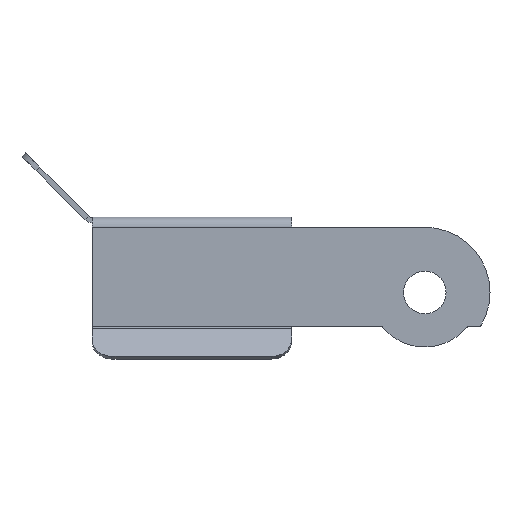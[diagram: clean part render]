
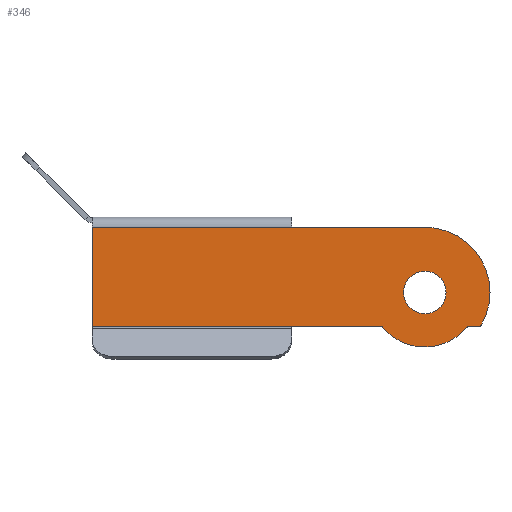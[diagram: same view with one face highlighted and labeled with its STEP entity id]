
A CAD part, front view. The second image highlights one B-rep face of the part: STEP entity #346.
In plain terms, the highlighted planar face has unit normal (0, -1, 0).
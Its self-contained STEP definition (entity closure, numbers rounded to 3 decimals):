
#8 = DIRECTION ( 'NONE',  ( 0., 1., 0. ) ) ;
#14 = VECTOR ( 'NONE', #709, 1000. ) ;
#65 = CARTESIAN_POINT ( 'NONE',  ( 45., -0.4, -5.25 ) ) ;
#83 = VERTEX_POINT ( 'NONE', #1755 ) ;
#97 = EDGE_CURVE ( 'NONE', #1019, #465, #2003, .T. ) ;
#105 = VECTOR ( 'NONE', #1974, 1000. ) ;
#120 = ORIENTED_EDGE ( 'NONE', *, *, #1554, .F. ) ;
#182 = EDGE_CURVE ( 'NONE', #465, #1019, #1373, .T. ) ;
#208 = LINE ( 'NONE', #502, #1092 ) ;
#228 = VERTEX_POINT ( 'NONE', #243 ) ;
#236 = ORIENTED_EDGE ( 'NONE', *, *, #1811, .F. ) ;
#243 = CARTESIAN_POINT ( 'NONE',  ( 20., -0.4, -7.799 ) ) ;
#261 = AXIS2_PLACEMENT_3D ( 'NONE', #1981, #415, #555 ) ;
#290 = PLANE ( 'NONE',  #1943 ) ;
#294 = CARTESIAN_POINT ( 'NONE',  ( 45., -0.4, -3.65 ) ) ;
#305 = DIRECTION ( 'NONE',  ( 0., -1., 0. ) ) ;
#315 = DIRECTION ( 'NONE',  ( -1., 0., 0. ) ) ;
#316 = EDGE_CURVE ( 'NONE', #779, #1443, #871, .T. ) ;
#344 = CARTESIAN_POINT ( 'NONE',  ( 35., -0.4, -0.35 ) ) ;
#346 = ADVANCED_FACE ( 'NONE', ( #1024, #1272 ), #290, .F. ) ;
#374 = ORIENTED_EDGE ( 'NONE', *, *, #890, .F. ) ;
#384 = DIRECTION ( 'NONE',  ( 0., 0., 1. ) ) ;
#388 = DIRECTION ( 'NONE',  ( 0., 0., 1. ) ) ;
#415 = DIRECTION ( 'NONE',  ( 0., 1., 0. ) ) ;
#424 = EDGE_CURVE ( 'NONE', #228, #83, #741, .T. ) ;
#458 = CARTESIAN_POINT ( 'NONE',  ( 48.153, -0.4, -7.871 ) ) ;
#465 = VERTEX_POINT ( 'NONE', #1502 ) ;
#470 = AXIS2_PLACEMENT_3D ( 'NONE', #1722, #8, #1894 ) ;
#502 = CARTESIAN_POINT ( 'NONE',  ( 35., -0.4, -0.35 ) ) ;
#518 = VERTEX_POINT ( 'NONE', #1382 ) ;
#521 = CARTESIAN_POINT ( 'NONE',  ( 41.789, -0.4, -7.799 ) ) ;
#528 = DIRECTION ( 'NONE',  ( 0., 1., 0. ) ) ;
#555 = DIRECTION ( 'NONE',  ( 0., 0., 1. ) ) ;
#563 = ORIENTED_EDGE ( 'NONE', *, *, #424, .F. ) ;
#566 = ORIENTED_EDGE ( 'NONE', *, *, #316, .F. ) ;
#590 = DIRECTION ( 'NONE',  ( 0., 0., 1. ) ) ;
#594 = CARTESIAN_POINT ( 'NONE',  ( 49.244, -0.4, -7.699 ) ) ;
#604 = CARTESIAN_POINT ( 'NONE',  ( 45., -0.4, -0.35 ) ) ;
#605 = VECTOR ( 'NONE', #315, 1000. ) ;
#608 = EDGE_CURVE ( 'NONE', #1443, #518, #1922, .T. ) ;
#611 = AXIS2_PLACEMENT_3D ( 'NONE', #1334, #1270, #388 ) ;
#621 = EDGE_CURVE ( 'NONE', #664, #83, #1301, .T. ) ;
#656 = CARTESIAN_POINT ( 'NONE',  ( 35., -0.4, -8. ) ) ;
#664 = VERTEX_POINT ( 'NONE', #975 ) ;
#704 = DIRECTION ( 'NONE',  ( 1., 0., 0. ) ) ;
#709 = DIRECTION ( 'NONE',  ( -1., 0., 0. ) ) ;
#741 = LINE ( 'NONE', #1677, #1941 ) ;
#756 = DIRECTION ( 'NONE',  ( 0., 1., 0. ) ) ;
#779 = VERTEX_POINT ( 'NONE', #458 ) ;
#860 = CARTESIAN_POINT ( 'NONE',  ( 48.306, -0.4, -7.999 ) ) ;
#871 = CIRCLE ( 'NONE', #996, 4.1 ) ;
#890 = EDGE_CURVE ( 'NONE', #1757, #1472, #897, .T. ) ;
#897 = CIRCLE ( 'NONE', #470, 0.2 ) ;
#922 = CARTESIAN_POINT ( 'NONE',  ( 35., -0.4, -7.799 ) ) ;
#930 = EDGE_CURVE ( 'NONE', #518, #1028, #1429, .T. ) ;
#975 = CARTESIAN_POINT ( 'NONE',  ( 35., -0.4, -0.35 ) ) ;
#996 = AXIS2_PLACEMENT_3D ( 'NONE', #1085, #528, #1423 ) ;
#1006 = DIRECTION ( 'NONE',  ( 0., -1., 0. ) ) ;
#1009 = CARTESIAN_POINT ( 'NONE',  ( 41.847, -0.4, -7.871 ) ) ;
#1019 = VERTEX_POINT ( 'NONE', #294 ) ;
#1024 = FACE_OUTER_BOUND ( 'NONE', #1463, .T. ) ;
#1028 = VERTEX_POINT ( 'NONE', #1395 ) ;
#1085 = CARTESIAN_POINT ( 'NONE',  ( 45., -0.4, -5.25 ) ) ;
#1087 = ORIENTED_EDGE ( 'NONE', *, *, #2013, .F. ) ;
#1092 = VECTOR ( 'NONE', #704, 1000. ) ;
#1167 = ORIENTED_EDGE ( 'NONE', *, *, #608, .F. ) ;
#1215 = LINE ( 'NONE', #922, #1686 ) ;
#1234 = ORIENTED_EDGE ( 'NONE', *, *, #621, .T. ) ;
#1244 = DIRECTION ( 'NONE',  ( 0., 0., 1. ) ) ;
#1270 = DIRECTION ( 'NONE',  ( 0., 1., 0. ) ) ;
#1272 = FACE_BOUND ( 'NONE', #2000, .T. ) ;
#1292 = CARTESIAN_POINT ( 'NONE',  ( 48.306, -0.4, -7.799 ) ) ;
#1301 = LINE ( 'NONE', #344, #105 ) ;
#1334 = CARTESIAN_POINT ( 'NONE',  ( 45., -0.4, -5.25 ) ) ;
#1346 = ORIENTED_EDGE ( 'NONE', *, *, #97, .T. ) ;
#1353 = ORIENTED_EDGE ( 'NONE', *, *, #1951, .F. ) ;
#1357 = CIRCLE ( 'NONE', #1580, 0.2 ) ;
#1364 = EDGE_CURVE ( 'NONE', #1750, #779, #1357, .T. ) ;
#1373 = CIRCLE ( 'NONE', #261, 1.6 ) ;
#1382 = CARTESIAN_POINT ( 'NONE',  ( 41.694, -0.4, -7.799 ) ) ;
#1395 = CARTESIAN_POINT ( 'NONE',  ( 35., -0.4, -7.799 ) ) ;
#1401 = CARTESIAN_POINT ( 'NONE',  ( 41.694, -0.4, -7.999 ) ) ;
#1423 = DIRECTION ( 'NONE',  ( 0., 0., 1. ) ) ;
#1429 = LINE ( 'NONE', #521, #605 ) ;
#1443 = VERTEX_POINT ( 'NONE', #1009 ) ;
#1463 = EDGE_LOOP ( 'NONE', ( #120, #1087, #1234, #563, #236, #1725, #1167, #566, #1669, #1353, #374 ) ) ;
#1472 = VERTEX_POINT ( 'NONE', #1788 ) ;
#1488 = DIRECTION ( 'NONE',  ( 0., 1., 0. ) ) ;
#1502 = CARTESIAN_POINT ( 'NONE',  ( 45., -0.4, -6.85 ) ) ;
#1554 = EDGE_CURVE ( 'NONE', #1892, #1757, #2010, .T. ) ;
#1561 = LINE ( 'NONE', #1641, #14 ) ;
#1580 = AXIS2_PLACEMENT_3D ( 'NONE', #860, #1006, #1946 ) ;
#1641 = CARTESIAN_POINT ( 'NONE',  ( 49.185, -0.4, -7.799 ) ) ;
#1666 = AXIS2_PLACEMENT_3D ( 'NONE', #65, #1488, #384 ) ;
#1669 = ORIENTED_EDGE ( 'NONE', *, *, #1364, .F. ) ;
#1677 = CARTESIAN_POINT ( 'NONE',  ( 20., -0.4, -8. ) ) ;
#1686 = VECTOR ( 'NONE', #1997, 1000. ) ;
#1694 = DIRECTION ( 'NONE',  ( 0., 0., 1. ) ) ;
#1722 = CARTESIAN_POINT ( 'NONE',  ( 49.071, -0.4, -7.599 ) ) ;
#1725 = ORIENTED_EDGE ( 'NONE', *, *, #930, .F. ) ;
#1750 = VERTEX_POINT ( 'NONE', #1292 ) ;
#1755 = CARTESIAN_POINT ( 'NONE',  ( 20., -0.4, -0.35 ) ) ;
#1757 = VERTEX_POINT ( 'NONE', #594 ) ;
#1788 = CARTESIAN_POINT ( 'NONE',  ( 49.071, -0.4, -7.799 ) ) ;
#1811 = EDGE_CURVE ( 'NONE', #1028, #228, #1215, .T. ) ;
#1848 = ORIENTED_EDGE ( 'NONE', *, *, #182, .T. ) ;
#1892 = VERTEX_POINT ( 'NONE', #604 ) ;
#1894 = DIRECTION ( 'NONE',  ( 0., 0., 1. ) ) ;
#1922 = CIRCLE ( 'NONE', #1995, 0.2 ) ;
#1941 = VECTOR ( 'NONE', #590, 1000. ) ;
#1943 = AXIS2_PLACEMENT_3D ( 'NONE', #656, #756, #1694 ) ;
#1946 = DIRECTION ( 'NONE',  ( 0., 0., 1. ) ) ;
#1951 = EDGE_CURVE ( 'NONE', #1472, #1750, #1561, .T. ) ;
#1974 = DIRECTION ( 'NONE',  ( -1., 0., 0. ) ) ;
#1981 = CARTESIAN_POINT ( 'NONE',  ( 45., -0.4, -5.25 ) ) ;
#1995 = AXIS2_PLACEMENT_3D ( 'NONE', #1401, #305, #1244 ) ;
#1997 = DIRECTION ( 'NONE',  ( -1., 0., 0. ) ) ;
#2000 = EDGE_LOOP ( 'NONE', ( #1346, #1848 ) ) ;
#2003 = CIRCLE ( 'NONE', #1666, 1.6 ) ;
#2010 = CIRCLE ( 'NONE', #611, 4.9 ) ;
#2013 = EDGE_CURVE ( 'NONE', #664, #1892, #208, .T. ) ;
